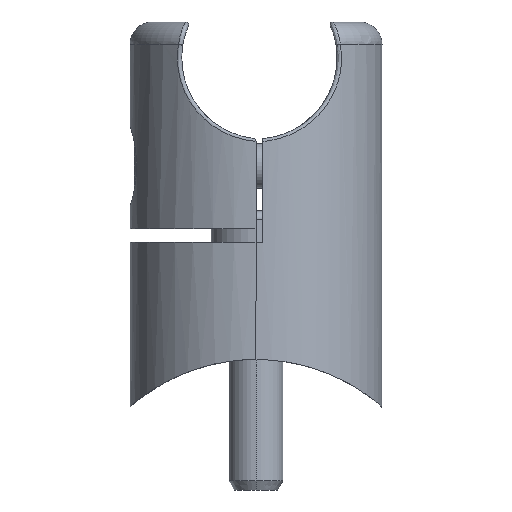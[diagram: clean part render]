
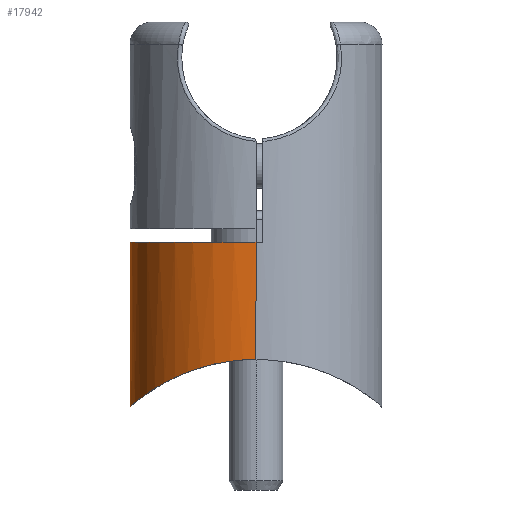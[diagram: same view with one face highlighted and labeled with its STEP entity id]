
A CAD part, left-side view. The second image highlights one B-rep face of the part: STEP entity #17942.
In plain terms, the highlighted cylindrical face has radius 14 mm (diameter 28 mm), a partial arc.
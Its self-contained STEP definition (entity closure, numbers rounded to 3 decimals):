
#284 = DIRECTION ( 'NONE',  ( 0., 0., -1. ) ) ;
#761 = LINE ( 'NONE', #18001, #5807 ) ;
#1178 = CARTESIAN_POINT ( 'NONE',  ( -9.564, 10.234, -21.38 ) ) ;
#1315 = CARTESIAN_POINT ( 'NONE',  ( 8.552, 11.12, -21.891 ) ) ;
#1384 = CARTESIAN_POINT ( 'NONE',  ( 6.265, 12.528, -22.846 ) ) ;
#1832 = DIRECTION ( 'NONE',  ( 0., 0., -1. ) ) ;
#2378 = VERTEX_POINT ( 'NONE', #16663 ) ;
#2465 = VECTOR ( 'NONE', #1832, 1000. ) ;
#2549 = CARTESIAN_POINT ( 'NONE',  ( 14., 0., -18.75 ) ) ;
#2758 = CARTESIAN_POINT ( 'NONE',  ( -12.092, 7.114, -19.963 ) ) ;
#2824 = CARTESIAN_POINT ( 'NONE',  ( 12.065, 7.117, -19.976 ) ) ;
#2892 = CARTESIAN_POINT ( 'NONE',  ( -11.334, 8.231, -20.409 ) ) ;
#2955 = CARTESIAN_POINT ( 'NONE',  ( -14., 0., -18.75 ) ) ;
#3386 = VERTEX_POINT ( 'NONE', #19846 ) ;
#3401 = LINE ( 'NONE', #18612, #2465 ) ;
#3964 = EDGE_CURVE ( 'NONE', #3386, #7595, #3401, .T. ) ;
#4002 = CARTESIAN_POINT ( 'NONE',  ( 14., 0., -18.75 ) ) ;
#4206 = CARTESIAN_POINT ( 'NONE',  ( -13.619, 3.279, -19. ) ) ;
#4274 = CARTESIAN_POINT ( 'NONE',  ( 12.703, 5.903, -19.584 ) ) ;
#4343 = CARTESIAN_POINT ( 'NONE',  ( -3.279, 13.619, -23.702 ) ) ;
#4475 = CARTESIAN_POINT ( 'NONE',  ( -1.901, 13.878, -23.924 ) ) ;
#4554 = CARTESIAN_POINT ( 'NONE',  ( 0., 0., 18.75 ) ) ;
#4606 = VERTEX_POINT ( 'NONE', #15599 ) ;
#5107 = EDGE_CURVE ( 'NONE', #4606, #3386, #9613, .T. ) ;
#5607 = CARTESIAN_POINT ( 'NONE',  ( 13.808, 2.358, -18.876 ) ) ;
#5639 = AXIS2_PLACEMENT_3D ( 'NONE', #18427, #16987, #16925 ) ;
#5743 = CARTESIAN_POINT ( 'NONE',  ( 4.598, 13.231, -23.385 ) ) ;
#5807 = VECTOR ( 'NONE', #10337, 1000. ) ;
#5808 = CARTESIAN_POINT ( 'NONE',  ( -10.491, 9.281, -20.886 ) ) ;
#5873 = CARTESIAN_POINT ( 'NONE',  ( -10.191, 9.609, -21.05 ) ) ;
#6019 = CARTESIAN_POINT ( 'NONE',  ( -13.22, 4.63, -19.257 ) ) ;
#7158 = CARTESIAN_POINT ( 'NONE',  ( 13.246, 4.626, -19.242 ) ) ;
#7284 = CARTESIAN_POINT ( 'NONE',  ( 3.719, 13.505, -23.607 ) ) ;
#7352 = CARTESIAN_POINT ( 'NONE',  ( -13.5, 3.738, -19.077 ) ) ;
#7417 = CARTESIAN_POINT ( 'NONE',  ( -13.879, 1.893, -18.829 ) ) ;
#7486 = CARTESIAN_POINT ( 'NONE',  ( 10.481, 9.293, -20.891 ) ) ;
#7546 = CARTESIAN_POINT ( 'NONE',  ( -2.364, 13.807, -23.862 ) ) ;
#7595 = VERTEX_POINT ( 'NONE', #4002 ) ;
#8855 = CARTESIAN_POINT ( 'NONE',  ( 5.026, 13.075, -23.26 ) ) ;
#8921 = CARTESIAN_POINT ( 'NONE',  ( 3.264, 13.622, -23.705 ) ) ;
#8986 = CARTESIAN_POINT ( 'NONE',  ( -0.961, 13.969, -24.003 ) ) ;
#9053 = CARTESIAN_POINT ( 'NONE',  ( -9.236, 10.53, -21.547 ) ) ;
#9122 = CARTESIAN_POINT ( 'NONE',  ( 5.859, 12.723, -22.991 ) ) ;
#9613 = CIRCLE ( 'NONE', #5639, 14. ) ;
#9693 = DIRECTION ( 'NONE',  ( -1., 0., 0. ) ) ;
#10337 = DIRECTION ( 'NONE',  ( 0., 0., -1. ) ) ;
#10376 = CARTESIAN_POINT ( 'NONE',  ( -8.552, 11.093, -21.881 ) ) ;
#10509 = CARTESIAN_POINT ( 'NONE',  ( -5.046, 13.067, -23.254 ) ) ;
#10585 = CARTESIAN_POINT ( 'NONE',  ( 11.324, 8.244, -20.415 ) ) ;
#10645 = CARTESIAN_POINT ( 'NONE',  ( -8.194, 11.36, -22.048 ) ) ;
#11010 = ORIENTED_EDGE ( 'NONE', *, *, #3964, .T. ) ;
#11367 = ORIENTED_EDGE ( 'NONE', *, *, #15098, .T. ) ;
#11769 = ORIENTED_EDGE ( 'NONE', *, *, #14292, .F. ) ;
#11921 = CARTESIAN_POINT ( 'NONE',  ( -0.485, 13.994, -24.025 ) ) ;
#12121 = CARTESIAN_POINT ( 'NONE',  ( -11.062, 8.593, -20.566 ) ) ;
#12400 = EDGE_LOOP ( 'NONE', ( #15581, #11010, #11367, #11769 ) ) ;
#13397 = CARTESIAN_POINT ( 'NONE',  ( -4.617, 13.225, -23.38 ) ) ;
#13469 = CARTESIAN_POINT ( 'NONE',  ( -3.732, 13.501, -23.604 ) ) ;
#13533 = CARTESIAN_POINT ( 'NONE',  ( 11.829, 7.502, -20.118 ) ) ;
#13666 = CARTESIAN_POINT ( 'NONE',  ( 12.501, 6.319, -19.709 ) ) ;
#14292 = EDGE_CURVE ( 'NONE', #4606, #2378, #761, .T. ) ;
#14674 = CARTESIAN_POINT ( 'NONE',  ( 14., 0.471, -18.75 ) ) ;
#14801 = CARTESIAN_POINT ( 'NONE',  ( 13.881, 1.884, -18.829 ) ) ;
#14927 = CARTESIAN_POINT ( 'NONE',  ( 7.057, 12.1, -22.54 ) ) ;
#14992 = CARTESIAN_POINT ( 'NONE',  ( -13.06, 5.063, -19.359 ) ) ;
#15062 = CARTESIAN_POINT ( 'NONE',  ( -7.08, 12.111, -22.54 ) ) ;
#15098 = EDGE_CURVE ( 'NONE', #7595, #2378, #16881, .T. ) ;
#15203 = CARTESIAN_POINT ( 'NONE',  ( -1.197, 13.951, -23.987 ) ) ;
#15324 = CYLINDRICAL_SURFACE ( 'NONE', #19519, 14. ) ;
#15581 = ORIENTED_EDGE ( 'NONE', *, *, #5107, .T. ) ;
#15599 = CARTESIAN_POINT ( 'NONE',  ( -14., 0., -5.75 ) ) ;
#16352 = CARTESIAN_POINT ( 'NONE',  ( 13.524, 3.74, -19.062 ) ) ;
#16475 = CARTESIAN_POINT ( 'NONE',  ( 9.234, 10.56, -21.554 ) ) ;
#16544 = CARTESIAN_POINT ( 'NONE',  ( -12.524, 6.323, -19.696 ) ) ;
#16663 = CARTESIAN_POINT ( 'NONE',  ( -14., 0., -18.75 ) ) ;
#16749 = CARTESIAN_POINT ( 'NONE',  ( -13.975, 0.954, -18.766 ) ) ;
#16881 = B_SPLINE_CURVE_WITH_KNOTS ( 'NONE', 3,
 ( #2549, #14674, #17841, #14801, #5607, #16352, #7158, #4274, #13666, #2824, #13533, #10585, #19838, #7486, #19568, #16475, #1315, #18099, #14927, #1384, #9122, #8855, #5743, #7284, #8921, #18171, #18040, #19774, #11921, #8986, #15203, #4475, #7546, #4343, #13469, #13397, #10509, #18237, #15062, #10645, #10376, #9053, #1178, #5873, #5808, #12121, #2892, #2758, #16544, #14992, #6019, #7352, #4206, #19708, #7417, #16749, #19635, #2955 ),
 .UNSPECIFIED., .F., .F.,
 ( 4, 2, 2, 2, 2, 2, 2, 2, 2, 2, 2, 2, 2, 2, 2, 2, 2, 2, 2, 2, 2, 2, 2, 2, 2, 2, 2, 2, 4 ),
 ( 0.045, 0.047, 0.048, 0.051, 0.052, 0.054, 0.055, 0.056, 0.059, 0.061, 0.062, 0.064, 0.065, 0.068, 0.068, 0.069, 0.071, 0.072, 0.073, 0.076, 0.078, 0.079, 0.08, 0.082, 0.085, 0.086, 0.088, 0.089, 0.09 ),
 .UNSPECIFIED. ) ;
#16925 = DIRECTION ( 'NONE',  ( 0., 1., 0. ) ) ;
#16987 = DIRECTION ( 'NONE',  ( 0., 0., -1. ) ) ;
#16993 = FACE_OUTER_BOUND ( 'NONE', #12400, .T. ) ;
#17841 = CARTESIAN_POINT ( 'NONE',  ( 13.976, 0.942, -18.766 ) ) ;
#17942 = ADVANCED_FACE ( 'NONE', ( #16993 ), #15324, .T. ) ;
#18001 = CARTESIAN_POINT ( 'NONE',  ( -14., 0., 18.75 ) ) ;
#18040 = CARTESIAN_POINT ( 'NONE',  ( 0.947, 14., -24.031 ) ) ;
#18099 = CARTESIAN_POINT ( 'NONE',  ( 7.443, 11.866, -22.379 ) ) ;
#18171 = CARTESIAN_POINT ( 'NONE',  ( 1.883, 13.905, -23.945 ) ) ;
#18237 = CARTESIAN_POINT ( 'NONE',  ( -6.296, 12.537, -22.849 ) ) ;
#18427 = CARTESIAN_POINT ( 'NONE',  ( 0., 0., -5.75 ) ) ;
#18612 = CARTESIAN_POINT ( 'NONE',  ( 14., 0., 18.75 ) ) ;
#19519 = AXIS2_PLACEMENT_3D ( 'NONE', #4554, #284, #9693 ) ;
#19568 = CARTESIAN_POINT ( 'NONE',  ( 10.178, 9.623, -21.056 ) ) ;
#19635 = CARTESIAN_POINT ( 'NONE',  ( -14., 0.478, -18.75 ) ) ;
#19708 = CARTESIAN_POINT ( 'NONE',  ( -13.808, 2.358, -18.876 ) ) ;
#19774 = CARTESIAN_POINT ( 'NONE',  ( -0.244, 14., -24.03 ) ) ;
#19838 = CARTESIAN_POINT ( 'NONE',  ( 11.054, 8.602, -20.57 ) ) ;
#19846 = CARTESIAN_POINT ( 'NONE',  ( 14., 0., -5.75 ) ) ;
